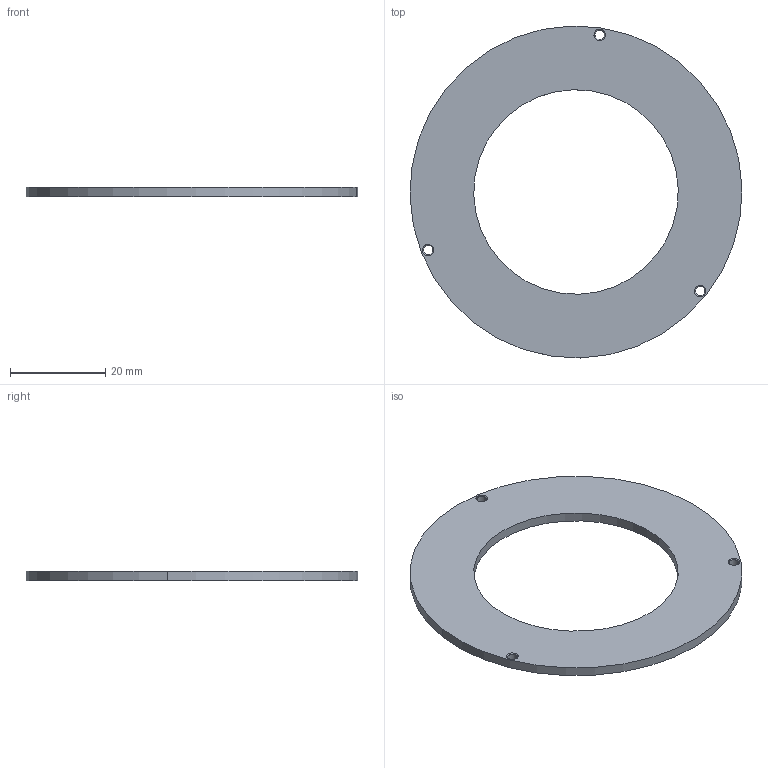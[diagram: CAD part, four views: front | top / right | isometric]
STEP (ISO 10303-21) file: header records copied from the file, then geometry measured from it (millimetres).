
FILE_DESCRIPTION(('CoCreate Modeling STEP Export'),'2;1');
FILE_NAME('DF-OPR-S70-43.stp','2011-06-14T 9:13:02',(''),(''),'CoCreate Modeling STEP processor for AP214 (Solid Model)','CoCreate Modeling 16.50A 01-Dec-2009 (C) Parametric Technology GmbH','');
FILE_SCHEMA(('AUTOMOTIVE_DESIGN { 1 0 10303 214 1 1 1 1 }'));
Length unit declared in the file: millimetre
Products named in the file (2): DF-OPR-S70-43
Assembly tree (1 placements, depth 2):
  DF-OPR-S70-43
    DF-OPR-S70-43
Bounding box: 69.78 x 69.78 x 2 mm (x, y, z)
Volume: 4729.3 mm3; surface area: 5474.1 mm2
Topology: 1 solids, 1 shells, 18 faces, 49 edges, 33 vertices
Faces by surface type: cylinder 10, cone 6, plane 2
Entity records: 515 total; most frequent: ORIENTED_EDGE 98, CARTESIAN_POINT 74, DIRECTION 66, EDGE_CURVE 49, VERTEX_POINT 33, EDGE_LOOP 26, AXIS2_PLACEMENT_3D 25, FACE_OUTER_BOUND 18
